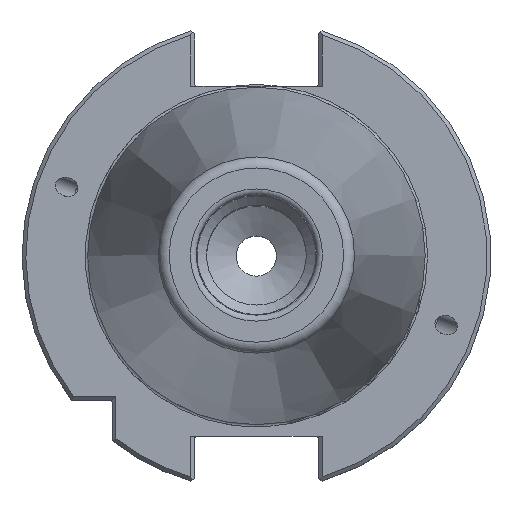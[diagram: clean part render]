
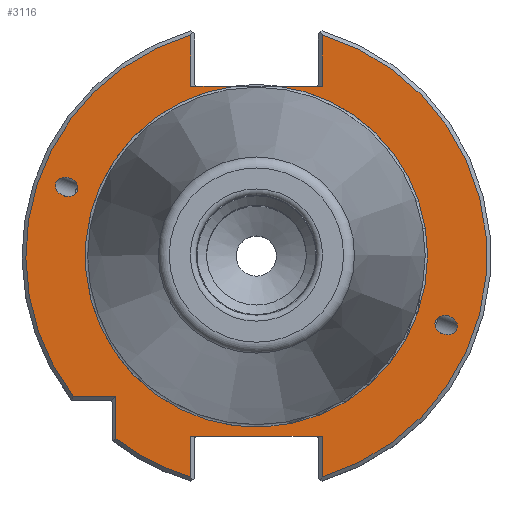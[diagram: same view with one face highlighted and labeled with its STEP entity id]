
A CAD part, top view. The second image highlights one B-rep face of the part: STEP entity #3116.
In plain terms, the highlighted planar face has unit normal (0, 0, 1).
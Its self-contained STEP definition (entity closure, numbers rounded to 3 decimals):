
#20=ELLIPSE('',#3294,2.381,1.95);
#23=ELLIPSE('',#3307,2.381,1.95);
#60=LINE('',#4594,#160);
#64=LINE('',#4610,#164);
#76=LINE('',#4766,#176);
#81=LINE('',#4780,#181);
#102=LINE('',#4846,#202);
#103=LINE('',#4848,#203);
#104=LINE('',#4850,#204);
#105=LINE('',#4851,#205);
#106=LINE('',#4852,#206);
#160=VECTOR('',#3723,1000.);
#164=VECTOR('',#3733,1000.);
#176=VECTOR('',#3829,1000.);
#181=VECTOR('',#3840,1000.);
#202=VECTOR('',#3899,1000.);
#203=VECTOR('',#3902,1000.);
#204=VECTOR('',#3903,1000.);
#205=VECTOR('',#3904,1000.);
#206=VECTOR('',#3905,1000.);
#319=PLANE('',#3363);
#407=CIRCLE('',#3300,47.95);
#409=CIRCLE('',#3303,35.591);
#410=CIRCLE('',#3305,47.95);
#411=CIRCLE('',#3309,47.95);
#850=ORIENTED_EDGE('',*,*,#1175,.F.);
#851=ORIENTED_EDGE('',*,*,#1174,.T.);
#852=ORIENTED_EDGE('',*,*,#1255,.T.);
#853=ORIENTED_EDGE('',*,*,#1256,.F.);
#854=ORIENTED_EDGE('',*,*,#1257,.T.);
#855=ORIENTED_EDGE('',*,*,#1177,.T.);
#856=ORIENTED_EDGE('',*,*,#1225,.T.);
#857=ORIENTED_EDGE('',*,*,#1258,.F.);
#858=ORIENTED_EDGE('',*,*,#1172,.F.);
#859=ORIENTED_EDGE('',*,*,#1259,.F.);
#860=ORIENTED_EDGE('',*,*,#1218,.T.);
#861=ORIENTED_EDGE('',*,*,#1169,.T.);
#862=ORIENTED_EDGE('',*,*,#1168,.T.);
#863=ORIENTED_EDGE('',*,*,#1161,.T.);
#864=ORIENTED_EDGE('',*,*,#1159,.F.);
#1159=EDGE_CURVE('',#1432,#1432,#20,.T.);
#1161=EDGE_CURVE('',#1434,#1433,#60,.T.);
#1168=EDGE_CURVE('',#1437,#1434,#64,.T.);
#1169=EDGE_CURVE('',#1439,#1437,#407,.T.);
#1172=EDGE_CURVE('',#1441,#1440,#409,.T.);
#1174=EDGE_CURVE('',#1433,#1442,#410,.T.);
#1175=EDGE_CURVE('',#1443,#1443,#23,.T.);
#1177=EDGE_CURVE('',#1446,#1445,#411,.T.);
#1218=EDGE_CURVE('',#1469,#1439,#76,.T.);
#1225=EDGE_CURVE('',#1445,#1474,#81,.T.);
#1255=EDGE_CURVE('',#1442,#1492,#102,.T.);
#1256=EDGE_CURVE('',#1493,#1492,#103,.T.);
#1257=EDGE_CURVE('',#1493,#1446,#104,.T.);
#1258=EDGE_CURVE('',#1440,#1474,#105,.T.);
#1259=EDGE_CURVE('',#1469,#1441,#106,.T.);
#1432=VERTEX_POINT('',#4587);
#1433=VERTEX_POINT('',#4593);
#1434=VERTEX_POINT('',#4595);
#1437=VERTEX_POINT('',#4606);
#1439=VERTEX_POINT('',#4613);
#1440=VERTEX_POINT('',#4620);
#1441=VERTEX_POINT('',#4621);
#1442=VERTEX_POINT('',#4628);
#1443=VERTEX_POINT('',#4632);
#1445=VERTEX_POINT('',#4639);
#1446=VERTEX_POINT('',#4641);
#1469=VERTEX_POINT('',#4767);
#1474=VERTEX_POINT('',#4779);
#1492=VERTEX_POINT('',#4845);
#1493=VERTEX_POINT('',#4849);
#1756=EDGE_LOOP('',(#850));
#1757=EDGE_LOOP('',(#851,#852,#853,#854,#855,#856,#857,#858,#859,#860,#861,
#862,#863));
#1758=EDGE_LOOP('',(#864));
#1963=FACE_BOUND('',#1756,.T.);
#1964=FACE_BOUND('',#1757,.T.);
#1965=FACE_BOUND('',#1758,.T.);
#3116=ADVANCED_FACE('',(#1963,#1964,#1965),#319,.T.);
#3294=AXIS2_PLACEMENT_3D('',#4586,#3719,#3720);
#3300=AXIS2_PLACEMENT_3D('',#4612,#3736,#3737);
#3303=AXIS2_PLACEMENT_3D('',#4622,#3742,#3743);
#3305=AXIS2_PLACEMENT_3D('',#4629,#3746,#3747);
#3307=AXIS2_PLACEMENT_3D('',#4631,#3750,#3751);
#3309=AXIS2_PLACEMENT_3D('',#4640,#3754,#3755);
#3363=AXIS2_PLACEMENT_3D('',#4847,#3900,#3901);
#3719=DIRECTION('',(0.,0.,1.));
#3720=DIRECTION('',(-0.94,0.342,0.));
#3723=DIRECTION('',(0.,-1.,0.));
#3733=DIRECTION('',(1.,0.,0.));
#3736=DIRECTION('',(0.,0.,1.));
#3737=DIRECTION('',(1.,0.,0.));
#3742=DIRECTION('',(0.,0.,1.));
#3743=DIRECTION('',(1.,0.,0.));
#3746=DIRECTION('',(0.,0.,1.));
#3747=DIRECTION('',(1.,0.,0.));
#3750=DIRECTION('',(0.,0.,1.));
#3751=DIRECTION('',(0.94,-0.342,0.));
#3754=DIRECTION('',(0.,0.,1.));
#3755=DIRECTION('',(1.,0.,0.));
#3829=DIRECTION('',(0.,1.,0.));
#3840=DIRECTION('',(0.,-1.,0.));
#3899=DIRECTION('',(0.,1.,0.));
#3900=DIRECTION('',(0.,0.,1.));
#3901=DIRECTION('',(1.,0.,0.));
#3902=DIRECTION('',(-1.,0.,0.));
#3903=DIRECTION('',(0.,-1.,0.));
#3904=DIRECTION('',(1.,0.,0.));
#3905=DIRECTION('',(1.,0.,0.));
#4586=CARTESIAN_POINT('',(39.467,-14.365,-3.2));
#4587=CARTESIAN_POINT('',(37.23,-13.551,-3.2));
#4593=CARTESIAN_POINT('',(-29.2,-38.034,-3.2));
#4594=CARTESIAN_POINT('',(-29.2,-38.616,-3.2));
#4595=CARTESIAN_POINT('',(-29.2,-29.2,-3.2));
#4606=CARTESIAN_POINT('',(-38.034,-29.2,-3.2));
#4610=CARTESIAN_POINT('',(-30.,-29.2,-3.2));
#4612=CARTESIAN_POINT('',(0.,0.,-3.2));
#4613=CARTESIAN_POINT('',(-13.65,45.966,-3.2));
#4620=CARTESIAN_POINT('',(4.543,35.3,-3.2));
#4621=CARTESIAN_POINT('',(-4.543,35.3,-3.2));
#4622=CARTESIAN_POINT('',(0.,0.,-3.2));
#4628=CARTESIAN_POINT('',(-13.65,-45.966,-3.2));
#4629=CARTESIAN_POINT('',(0.,0.,-3.2));
#4631=CARTESIAN_POINT('',(-39.467,14.365,-3.2));
#4632=CARTESIAN_POINT('',(-37.23,13.551,-3.2));
#4639=CARTESIAN_POINT('',(13.65,45.966,-3.2));
#4640=CARTESIAN_POINT('',(0.,0.,-3.2));
#4641=CARTESIAN_POINT('',(13.65,-45.966,-3.2));
#4766=CARTESIAN_POINT('',(-13.65,47.181,-3.2));
#4767=CARTESIAN_POINT('',(-13.65,35.3,-3.2));
#4779=CARTESIAN_POINT('',(13.65,35.3,-3.2));
#4780=CARTESIAN_POINT('',(13.65,35.3,-3.2));
#4845=CARTESIAN_POINT('',(-13.65,-37.5,-3.2));
#4846=CARTESIAN_POINT('',(-13.65,-37.5,-3.2));
#4847=CARTESIAN_POINT('',(35.591,0.,-3.2));
#4848=CARTESIAN_POINT('',(12.85,-37.5,-3.2));
#4849=CARTESIAN_POINT('',(13.65,-37.5,-3.2));
#4850=CARTESIAN_POINT('',(13.65,-47.181,-3.2));
#4851=CARTESIAN_POINT('',(-12.85,35.3,-3.2));
#4852=CARTESIAN_POINT('',(-12.85,35.3,-3.2));
